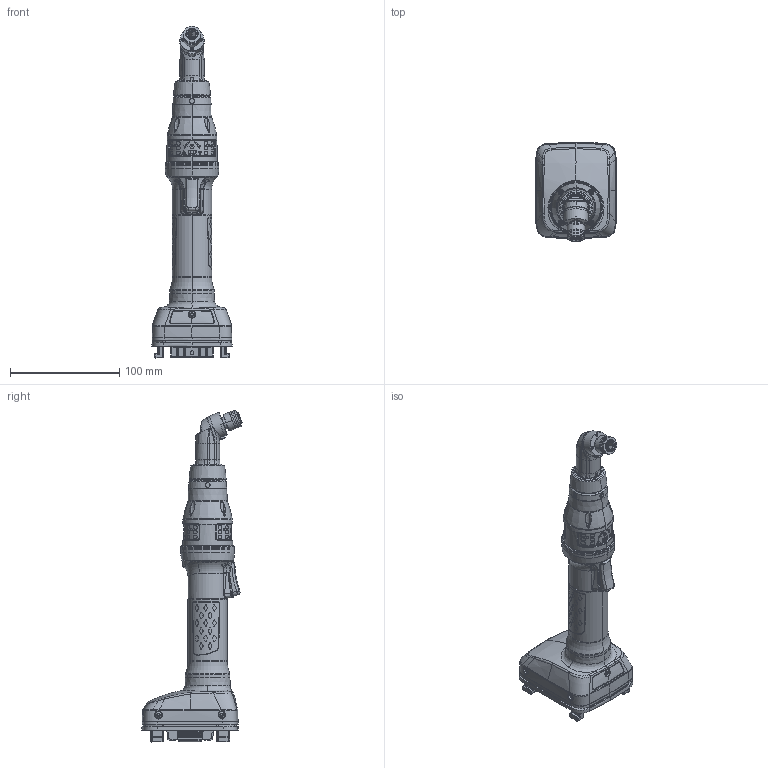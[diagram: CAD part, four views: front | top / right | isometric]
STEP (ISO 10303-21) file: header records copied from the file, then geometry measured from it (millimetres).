
FILE_DESCRIPTION((''),'2;1');
FILE_NAME('EXT_COMP_SW0022','2022-03-28T23:50:03',('INEVDh'),(''),'CREO PARAMETRIC BY PTC INC, 2020281','CREO PARAMETRIC BY PTC INC, 2020281','');
FILE_SCHEMA(('CONFIG_CONTROL_DESIGN'));
Products named in the file (1): EXT_COMP_SW0022
Bounding box: 73.4 x 91.84 x 304.13 mm (x, y, z)
Volume: 473478.3 mm3; surface area: 67592.9 mm2
Topology: 3 solids, 12 shells, 2615 faces, 6629 edges, 4165 vertices
Faces by surface type: bspline 910, plane 764, cylinder 653, torus 140, cone 98, sphere 30, extrusion 16, revolution 4
Entity records: 152007 total; most frequent: CARTESIAN_POINT 95905, ORIENTED_EDGE 13230, DIRECTION 9098, EDGE_CURVE 6615, VERTEX_POINT 4165, AXIS2_PLACEMENT_3D 3306, EDGE_LOOP 2786, FACE_OUTER_BOUND 2615
